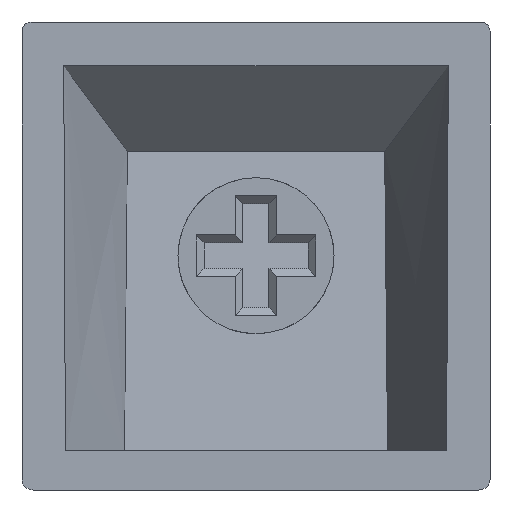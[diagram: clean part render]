
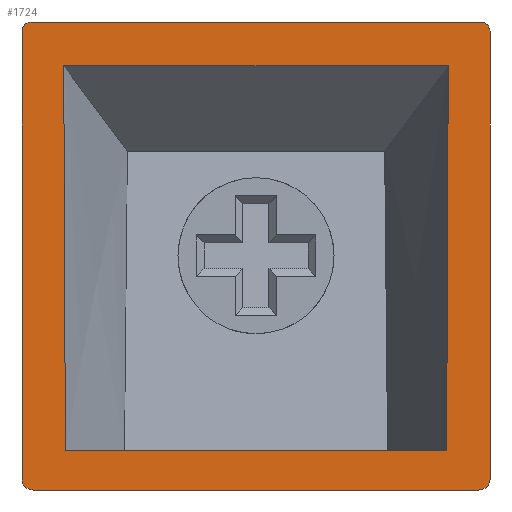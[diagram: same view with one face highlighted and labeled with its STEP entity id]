
A CAD part, front view. The second image highlights one B-rep face of the part: STEP entity #1724.
In plain terms, the highlighted planar face has unit normal (0, -1, 0).
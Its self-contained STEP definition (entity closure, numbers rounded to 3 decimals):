
#1724=ADVANCED_FACE('',(#1725,#1815),#1859,.T.);
#1725=FACE_BOUND('',#1726,.T.);
#1726=EDGE_LOOP('',(#1727,#1737,#1751,#1759,#1773,#1781,#1795,#1803));
#1727=ORIENTED_EDGE('',*,*,#1728,.T.);
#1728=EDGE_CURVE('',#1729,#1731,#1733,.F.);
#1729=VERTEX_POINT('',#1730);
#1730=CARTESIAN_POINT('',(0.451,0.0,-18.0));
#1731=VERTEX_POINT('',#1732);
#1732=CARTESIAN_POINT('',(17.549,0.0,-18.0));
#1733=LINE('',#1734,#1735);
#1734=CARTESIAN_POINT('',(0.0,0.0,-18.0));
#1735=VECTOR('',#1736,1.0);
#1736=DIRECTION('',(-1.0,0.0,0.0));
#1737=ORIENTED_EDGE('',*,*,#1738,.T.);
#1738=EDGE_CURVE('',#1731,#1739,#1741,.T.);
#1739=VERTEX_POINT('',#1740);
#1740=CARTESIAN_POINT('',(18.0,0.0,-17.6));
#1741=B_SPLINE_CURVE_WITH_KNOTS('',2,(#1742,#1743,#1744,#1745,#1746,#1747,#1748,#1749,#1750),.UNSPECIFIED.,.F.,.U.,(3,2,2,2,3),(0.0,0.25,0.5,0.75,1.0),.PIECEWISE_BEZIER_KNOTS.);
#1742=CARTESIAN_POINT('',(17.549,0.0,-18.0));
#1743=CARTESIAN_POINT('',(17.634,0.0,-18.0));
#1744=CARTESIAN_POINT('',(17.714,0.0,-17.973));
#1745=CARTESIAN_POINT('',(17.793,0.0,-17.946));
#1746=CARTESIAN_POINT('',(17.858,0.0,-17.892));
#1747=CARTESIAN_POINT('',(17.924,0.0,-17.838));
#1748=CARTESIAN_POINT('',(17.962,0.0,-17.762));
#1749=CARTESIAN_POINT('',(18.,0.0,-17.686));
#1750=CARTESIAN_POINT('',(18.,0.0,-17.6));
#1751=ORIENTED_EDGE('',*,*,#1752,.T.);
#1752=EDGE_CURVE('',#1739,#1753,#1755,.F.);
#1753=VERTEX_POINT('',#1754);
#1754=CARTESIAN_POINT('',(18.0,0.0,-0.379));
#1755=LINE('',#1756,#1757);
#1756=CARTESIAN_POINT('',(18.0,0.0,0.0));
#1757=VECTOR('',#1758,1.0);
#1758=DIRECTION('',(0.0,0.0,-1.0));
#1759=ORIENTED_EDGE('',*,*,#1760,.T.);
#1760=EDGE_CURVE('',#1753,#1761,#1763,.T.);
#1761=VERTEX_POINT('',#1762);
#1762=CARTESIAN_POINT('',(17.641,0.0,0.0));
#1763=B_SPLINE_CURVE_WITH_KNOTS('',2,(#1764,#1765,#1766,#1767,#1768,#1769,#1770,#1771,#1772),.UNSPECIFIED.,.F.,.U.,(3,2,2,2,3),(0.0,0.25,0.5,0.75,1.0),.PIECEWISE_BEZIER_KNOTS.);
#1764=CARTESIAN_POINT('',(18.,0.0,-0.379));
#1765=CARTESIAN_POINT('',(18.,0.0,-0.304));
#1766=CARTESIAN_POINT('',(17.976,0.0,-0.235));
#1767=CARTESIAN_POINT('',(17.952,0.0,-0.166));
#1768=CARTESIAN_POINT('',(17.902,0.0,-0.111));
#1769=CARTESIAN_POINT('',(17.854,0.0,-0.058));
#1770=CARTESIAN_POINT('',(17.784,0.0,-0.028));
#1771=CARTESIAN_POINT('',(17.718,0.0,0.));
#1772=CARTESIAN_POINT('',(17.641,0.0,0.));
#1773=ORIENTED_EDGE('',*,*,#1774,.T.);
#1774=EDGE_CURVE('',#1761,#1775,#1777,.F.);
#1775=VERTEX_POINT('',#1776);
#1776=CARTESIAN_POINT('',(0.359,0.0,0.0));
#1777=LINE('',#1778,#1779);
#1778=CARTESIAN_POINT('',(0.0,0.0,0.0));
#1779=VECTOR('',#1780,1.0);
#1780=DIRECTION('',(1.0,0.0,0.0));
#1781=ORIENTED_EDGE('',*,*,#1782,.T.);
#1782=EDGE_CURVE('',#1775,#1783,#1785,.T.);
#1783=VERTEX_POINT('',#1784);
#1784=CARTESIAN_POINT('',(0.0,0.0,-0.379));
#1785=B_SPLINE_CURVE_WITH_KNOTS('',2,(#1786,#1787,#1788,#1789,#1790,#1791,#1792,#1793,#1794),.UNSPECIFIED.,.F.,.U.,(3,2,2,2,3),(0.0,0.25,0.5,0.75,1.0),.PIECEWISE_BEZIER_KNOTS.);
#1786=CARTESIAN_POINT('',(0.359,0.0,0.));
#1787=CARTESIAN_POINT('',(0.284,0.0,0.));
#1788=CARTESIAN_POINT('',(0.217,0.0,-0.028));
#1789=CARTESIAN_POINT('',(0.15,0.0,-0.056));
#1790=CARTESIAN_POINT('',(0.098,0.0,-0.111));
#1791=CARTESIAN_POINT('',(0.05,0.0,-0.163));
#1792=CARTESIAN_POINT('',(0.024,0.0,-0.235));
#1793=CARTESIAN_POINT('',(0.,0.0,-0.302));
#1794=CARTESIAN_POINT('',(0.,0.0,-0.379));
#1795=ORIENTED_EDGE('',*,*,#1796,.T.);
#1796=EDGE_CURVE('',#1783,#1797,#1799,.F.);
#1797=VERTEX_POINT('',#1798);
#1798=CARTESIAN_POINT('',(0.0,0.0,-17.6));
#1799=LINE('',#1800,#1801);
#1800=CARTESIAN_POINT('',(0.0,0.0,0.0));
#1801=VECTOR('',#1802,1.0);
#1802=DIRECTION('',(0.0,0.0,1.0));
#1803=ORIENTED_EDGE('',*,*,#1804,.T.);
#1804=EDGE_CURVE('',#1797,#1729,#1805,.T.);
#1805=B_SPLINE_CURVE_WITH_KNOTS('',2,(#1806,#1807,#1808,#1809,#1810,#1811,#1812,#1813,#1814),.UNSPECIFIED.,.F.,.U.,(3,2,2,2,3),(0.0,0.25,0.5,0.75,1.0),.PIECEWISE_BEZIER_KNOTS.);
#1806=CARTESIAN_POINT('',(0.,0.0,-17.6));
#1807=CARTESIAN_POINT('',(0.,0.0,-17.683));
#1808=CARTESIAN_POINT('',(0.038,0.0,-17.761));
#1809=CARTESIAN_POINT('',(0.074,0.0,-17.834));
#1810=CARTESIAN_POINT('',(0.141,0.0,-17.892));
#1811=CARTESIAN_POINT('',(0.203,0.0,-17.944));
#1812=CARTESIAN_POINT('',(0.286,0.0,-17.973));
#1813=CARTESIAN_POINT('',(0.364,0.0,-18.0));
#1814=CARTESIAN_POINT('',(0.451,0.0,-18.0));
#1815=FACE_BOUND('',#1816,.T.);
#1816=EDGE_LOOP('',(#1817,#1827,#1840,#1848));
#1817=ORIENTED_EDGE('',*,*,#1818,.T.);
#1818=EDGE_CURVE('',#1819,#1821,#1823,.T.);
#1819=VERTEX_POINT('',#1820);
#1820=CARTESIAN_POINT('',(16.332,0.,-16.5));
#1821=VERTEX_POINT('',#1822);
#1822=CARTESIAN_POINT('',(1.668,0.0,-16.5));
#1823=LINE('',#1824,#1825);
#1824=CARTESIAN_POINT('',(0.0,0.0,-16.5));
#1825=VECTOR('',#1826,1.0);
#1826=DIRECTION('',(-1.0,0.0,0.0));
#1827=ORIENTED_EDGE('',*,*,#1828,.T.);
#1828=EDGE_CURVE('',#1821,#1829,#1831,.T.);
#1829=VERTEX_POINT('',#1830);
#1830=CARTESIAN_POINT('',(1.606,0.,-1.689));
#1831=B_SPLINE_CURVE_WITH_KNOTS('',3,(#1832,#1833,#1834,#1835,#1836,#1837,#1838,#1839),.UNSPECIFIED.,.F.,.U.,(4,2,2,4),(0.0,4.823,9.817,14.811),.UNSPECIFIED.);
#1832=CARTESIAN_POINT('',(1.668,0.0,-16.5));
#1833=CARTESIAN_POINT('',(1.658,0.0,-14.892));
#1834=CARTESIAN_POINT('',(1.65,0.0,-13.285));
#1835=CARTESIAN_POINT('',(1.635,0.0,-10.012));
#1836=CARTESIAN_POINT('',(1.628,0.,-8.348));
#1837=CARTESIAN_POINT('',(1.616,0.,-5.019));
#1838=CARTESIAN_POINT('',(1.611,0.,-3.354));
#1839=CARTESIAN_POINT('',(1.606,0.,-1.689));
#1840=ORIENTED_EDGE('',*,*,#1841,.T.);
#1841=EDGE_CURVE('',#1829,#1842,#1844,.T.);
#1842=VERTEX_POINT('',#1843);
#1843=CARTESIAN_POINT('',(16.394,0.,-1.689));
#1844=LINE('',#1845,#1846);
#1845=CARTESIAN_POINT('',(0.0,0.0,-1.689));
#1846=VECTOR('',#1847,1.0);
#1847=DIRECTION('',(1.0,0.0,0.0));
#1848=ORIENTED_EDGE('',*,*,#1849,.T.);
#1849=EDGE_CURVE('',#1842,#1819,#1850,.T.);
#1850=B_SPLINE_CURVE_WITH_KNOTS('',3,(#1851,#1852,#1853,#1854,#1855,#1856,#1857,#1858),.UNSPECIFIED.,.F.,.U.,(4,2,2,4),(0.0,4.82,9.816,14.811),.UNSPECIFIED.);
#1851=CARTESIAN_POINT('',(16.394,0.,-1.689));
#1852=CARTESIAN_POINT('',(16.389,0.,-3.296));
#1853=CARTESIAN_POINT('',(16.384,0.,-4.903));
#1854=CARTESIAN_POINT('',(16.372,0.,-8.175));
#1855=CARTESIAN_POINT('',(16.366,0.0,-9.84));
#1856=CARTESIAN_POINT('',(16.35,0.0,-13.17));
#1857=CARTESIAN_POINT('',(16.342,0.,-14.835));
#1858=CARTESIAN_POINT('',(16.332,0.,-16.5));
#1859=PLANE('',#1860);
#1860=AXIS2_PLACEMENT_3D('',#1861,#1862,#1863);
#1861=CARTESIAN_POINT('',(0.0,0.0,0.0));
#1862=DIRECTION('',(0.0,-1.0,0.0));
#1863=DIRECTION('',(0.0,0.0,-1.0));
